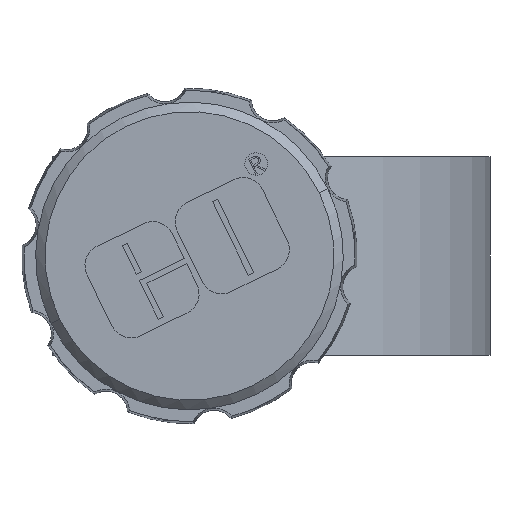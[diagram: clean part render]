
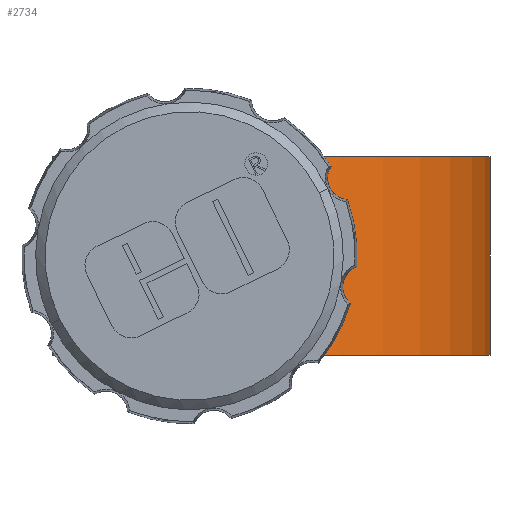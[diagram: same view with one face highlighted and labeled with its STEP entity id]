
A CAD part, front view. The second image highlights one B-rep face of the part: STEP entity #2734.
In plain terms, the highlighted cylindrical face has radius 12.7 mm (diameter 25.4 mm), a partial arc.
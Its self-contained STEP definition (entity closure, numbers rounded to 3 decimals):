
#914 = CARTESIAN_POINT ( 'NONE',  ( 1.838, -12.566, -3.707 ) ) ;
#968 = CARTESIAN_POINT ( 'NONE',  ( 0.126, -12.7, -2.301 ) ) ;
#973 = CARTESIAN_POINT ( 'NONE',  ( 0., -12.7, -6.099 ) ) ;
#1274 = CARTESIAN_POINT ( 'NONE',  ( 1.158, -12.648, -5.71 ) ) ;
#1321 = LINE ( 'NONE', #11692, #12478 ) ;
#1363 = CARTESIAN_POINT ( 'NONE',  ( 12.7, 0., 0. ) ) ;
#1376 = VERTEX_POINT ( 'NONE', #4400 ) ;
#1593 = VERTEX_POINT ( 'NONE', #1661 ) ;
#1618 = CARTESIAN_POINT ( 'NONE',  ( 0., -12.7, 0. ) ) ;
#1628 = DIRECTION ( 'NONE',  ( 0., 0., 1. ) ) ;
#1661 = CARTESIAN_POINT ( 'NONE',  ( 0., -12.7, -8.4 ) ) ;
#1697 = ORIENTED_EDGE ( 'NONE', *, *, #1728, .F. ) ;
#1728 = EDGE_CURVE ( 'NONE', #1835, #3785, #7418, .T. ) ;
#1759 = B_SPLINE_CURVE_WITH_KNOTS ( 'NONE', 3,
 ( #16882, #6721, #9595, #914, #11065, #2375, #12537, #3857, #13985, #5328, #15469, #6784, #16940, #8209, #18448, #9654, #968, #11140 ),
 .UNSPECIFIED., .F., .F.,
 ( 4, 2, 2, 2, 2, 2, 2, 2, 4 ),
 ( 0.003, 0.003, 0.004, 0.004, 0.004, 0.005, 0.005, 0.006, 0.006 ),
 .UNSPECIFIED. ) ;
#1791 = DIRECTION ( 'NONE',  ( 0., 0., 1. ) ) ;
#1835 = VERTEX_POINT ( 'NONE', #16135 ) ;
#1990 = DIRECTION ( 'NONE',  ( 0., 0., 1. ) ) ;
#2375 = CARTESIAN_POINT ( 'NONE',  ( 1.706, -12.585, -3.358 ) ) ;
#2553 = DIRECTION ( 'NONE',  ( 0., 0., 1. ) ) ;
#2734 = ADVANCED_FACE ( 'NONE', ( #5411 ), #4959, .T. ) ;
#2744 = CARTESIAN_POINT ( 'NONE',  ( 1.518, -12.61, -5.367 ) ) ;
#3102 = VECTOR ( 'NONE', #1990, 1000. ) ;
#3611 = VERTEX_POINT ( 'NONE', #8106 ) ;
#3785 = VERTEX_POINT ( 'NONE', #1618 ) ;
#3857 = CARTESIAN_POINT ( 'NONE',  ( 1.51, -12.61, -3.042 ) ) ;
#4163 = CARTESIAN_POINT ( 'NONE',  ( 0., -12.7, -6.099 ) ) ;
#4218 = CARTESIAN_POINT ( 'NONE',  ( 1.849, -12.565, -4.698 ) ) ;
#4400 = CARTESIAN_POINT ( 'NONE',  ( 12.7, 0., -8.4 ) ) ;
#4480 = DIRECTION ( 'NONE',  ( 0., 0., 1. ) ) ;
#4959 = CYLINDRICAL_SURFACE ( 'NONE', #14919, 12.7 ) ;
#5328 = CARTESIAN_POINT ( 'NONE',  ( 1.254, -12.638, -2.769 ) ) ;
#5411 = FACE_OUTER_BOUND ( 'NONE', #11485, .T. ) ;
#5426 = AXIS2_PLACEMENT_3D ( 'NONE', #10304, #1628, #11789 ) ;
#5492 = DIRECTION ( 'NONE',  ( 1., 0., 0. ) ) ;
#5555 = B_SPLINE_CURVE_WITH_KNOTS ( 'NONE', 3,
 ( #4163, #11382, #7088, #17253, #8493, #18770, #9965, #1274, #11437, #2744, #12901, #4218, #14347, #5690 ),
 .UNSPECIFIED., .F., .F.,
 ( 4, 2, 2, 2, 2, 2, 4 ),
 ( 0., 0., 0.001, 0.001, 0.001, 0.002, 0.003 ),
 .UNSPECIFIED. ) ;
#5658 = EDGE_CURVE ( 'NONE', #1593, #8466, #17234, .T. ) ;
#5690 = CARTESIAN_POINT ( 'NONE',  ( 1.899, -12.557, -4.2 ) ) ;
#6721 = CARTESIAN_POINT ( 'NONE',  ( 1.899, -12.557, -4.076 ) ) ;
#6784 = CARTESIAN_POINT ( 'NONE',  ( 0.954, -12.665, -2.554 ) ) ;
#7088 = CARTESIAN_POINT ( 'NONE',  ( 0.249, -12.698, -6.086 ) ) ;
#7418 = LINE ( 'NONE', #17970, #3102 ) ;
#7690 = EDGE_CURVE ( 'NONE', #3785, #16113, #16579, .T. ) ;
#8106 = CARTESIAN_POINT ( 'NONE',  ( 1.899, -12.557, -4.2 ) ) ;
#8209 = CARTESIAN_POINT ( 'NONE',  ( 0.613, -12.686, -2.399 ) ) ;
#8466 = VERTEX_POINT ( 'NONE', #973 ) ;
#8493 = CARTESIAN_POINT ( 'NONE',  ( 0.613, -12.686, -6.001 ) ) ;
#8525 = EDGE_CURVE ( 'NONE', #8466, #3611, #5555, .T. ) ;
#9595 = CARTESIAN_POINT ( 'NONE',  ( 1.886, -12.559, -3.95 ) ) ;
#9654 = CARTESIAN_POINT ( 'NONE',  ( 0.251, -12.698, -2.314 ) ) ;
#9903 = DIRECTION ( 'NONE',  ( 0., 0., 1. ) ) ;
#9965 = CARTESIAN_POINT ( 'NONE',  ( 0.952, -12.665, -5.848 ) ) ;
#10304 = CARTESIAN_POINT ( 'NONE',  ( 0., 0., 0. ) ) ;
#10474 = CARTESIAN_POINT ( 'NONE',  ( 0., 0., -8.4 ) ) ;
#10513 = ORIENTED_EDGE ( 'NONE', *, *, #8525, .F. ) ;
#11065 = CARTESIAN_POINT ( 'NONE',  ( 1.802, -12.572, -3.588 ) ) ;
#11140 = CARTESIAN_POINT ( 'NONE',  ( 0., -12.7, -2.301 ) ) ;
#11382 = CARTESIAN_POINT ( 'NONE',  ( 0.126, -12.7, -6.099 ) ) ;
#11437 = CARTESIAN_POINT ( 'NONE',  ( 1.256, -12.638, -5.63 ) ) ;
#11485 = EDGE_LOOP ( 'NONE', ( #13845, #18384, #15594, #1697, #18238, #10513, #12685 ) ) ;
#11682 = EDGE_CURVE ( 'NONE', #1376, #16113, #1321, .T. ) ;
#11692 = CARTESIAN_POINT ( 'NONE',  ( 12.7, 0., -8.4 ) ) ;
#11789 = DIRECTION ( 'NONE',  ( 1., 0., 0. ) ) ;
#11941 = DIRECTION ( 'NONE',  ( 1., 0., 0. ) ) ;
#12478 = VECTOR ( 'NONE', #4480, 1000. ) ;
#12537 = CARTESIAN_POINT ( 'NONE',  ( 1.647, -12.593, -3.248 ) ) ;
#12685 = ORIENTED_EDGE ( 'NONE', *, *, #5658, .F. ) ;
#12699 = CARTESIAN_POINT ( 'NONE',  ( 0., 0., -8.4 ) ) ;
#12901 = CARTESIAN_POINT ( 'NONE',  ( 1.659, -12.591, -5.155 ) ) ;
#13309 = AXIS2_PLACEMENT_3D ( 'NONE', #10474, #1791, #11941 ) ;
#13845 = ORIENTED_EDGE ( 'NONE', *, *, #16693, .T. ) ;
#13985 = CARTESIAN_POINT ( 'NONE',  ( 1.431, -12.619, -2.946 ) ) ;
#14177 = CARTESIAN_POINT ( 'NONE',  ( 0., -12.7, -8.4 ) ) ;
#14347 = CARTESIAN_POINT ( 'NONE',  ( 1.899, -12.557, -4.448 ) ) ;
#14919 = AXIS2_PLACEMENT_3D ( 'NONE', #12699, #2553, #5492 ) ;
#15059 = CIRCLE ( 'NONE', #13309, 12.7 ) ;
#15469 = CARTESIAN_POINT ( 'NONE',  ( 1.159, -12.647, -2.691 ) ) ;
#15594 = ORIENTED_EDGE ( 'NONE', *, *, #7690, .F. ) ;
#16113 = VERTEX_POINT ( 'NONE', #1363 ) ;
#16135 = CARTESIAN_POINT ( 'NONE',  ( 0., -12.7, -2.301 ) ) ;
#16579 = CIRCLE ( 'NONE', #5426, 12.7 ) ;
#16693 = EDGE_CURVE ( 'NONE', #1593, #1376, #15059, .T. ) ;
#16787 = VECTOR ( 'NONE', #9903, 1000. ) ;
#16882 = CARTESIAN_POINT ( 'NONE',  ( 1.899, -12.557, -4.2 ) ) ;
#16940 = CARTESIAN_POINT ( 'NONE',  ( 0.843, -12.673, -2.494 ) ) ;
#17234 = LINE ( 'NONE', #14177, #16787 ) ;
#17253 = CARTESIAN_POINT ( 'NONE',  ( 0.492, -12.691, -6.038 ) ) ;
#17970 = CARTESIAN_POINT ( 'NONE',  ( 0., -12.7, -8.4 ) ) ;
#18238 = ORIENTED_EDGE ( 'NONE', *, *, #18517, .F. ) ;
#18384 = ORIENTED_EDGE ( 'NONE', *, *, #11682, .T. ) ;
#18448 = CARTESIAN_POINT ( 'NONE',  ( 0.495, -12.691, -2.363 ) ) ;
#18517 = EDGE_CURVE ( 'NONE', #3611, #1835, #1759, .T. ) ;
#18770 = CARTESIAN_POINT ( 'NONE',  ( 0.843, -12.673, -5.906 ) ) ;
